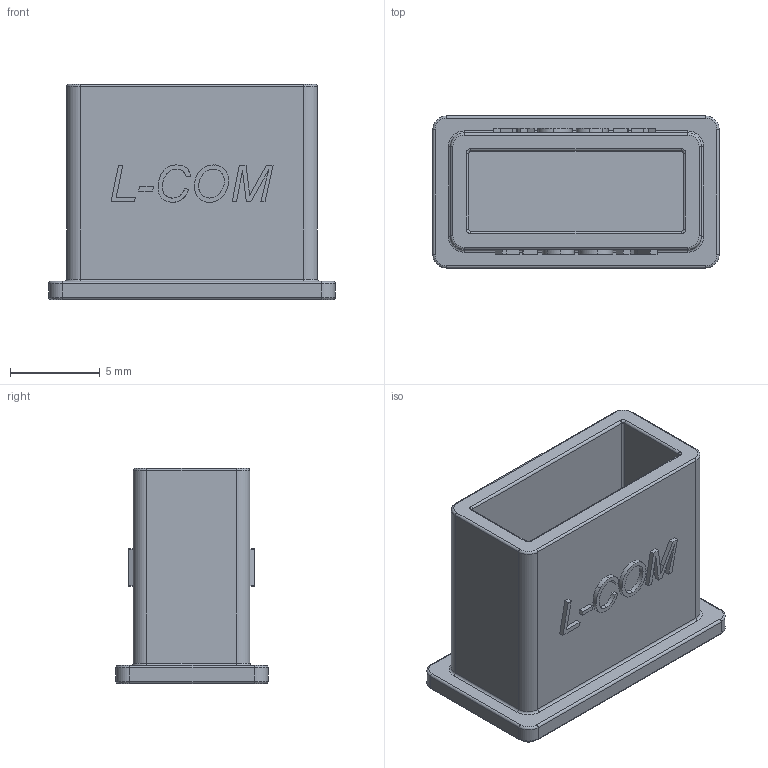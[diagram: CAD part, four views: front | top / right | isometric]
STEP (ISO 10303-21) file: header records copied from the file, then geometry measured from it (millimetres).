
FILE_DESCRIPTION (( 'STEP AP203' ), '1' );
FILE_NAME ('CVRUSB-A.STEP', '2010-09-21T20:23:12', ( 'x' ), ( 'Microsoft' ), 'SwSTEP 2.0', 'SolidWorks 2010', '' );
FILE_SCHEMA (( 'CONFIG_CONTROL_DESIGN' ));
Length unit declared in the file: inch
Products named in the file (1): CVRUSB-A
Bounding box: 15.99 x 8.5 x 12.01 mm (x, y, z)
Volume: 545.7 mm3; surface area: 1128.9 mm2
Topology: 1 solids, 1 shells, 182 faces, 458 edges, 292 vertices
Faces by surface type: plane 78, bspline 52, cylinder 32, torus 20
Entity records: 9701 total; most frequent: CARTESIAN_POINT 5553, ORIENTED_EDGE 916, DIRECTION 700, EDGE_CURVE 458, VERTEX_POINT 292, VECTOR 270, LINE 270, AXIS2_PLACEMENT_3D 215
